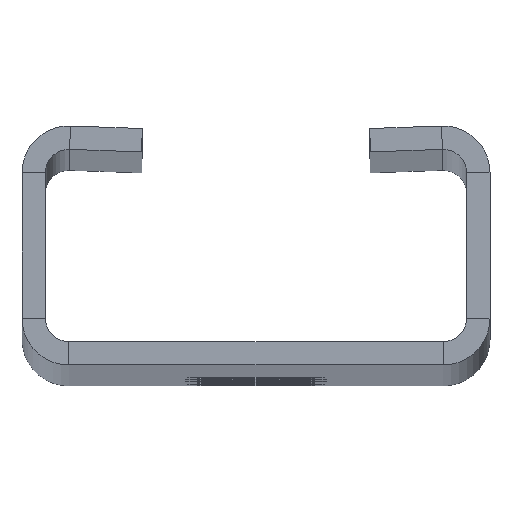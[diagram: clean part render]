
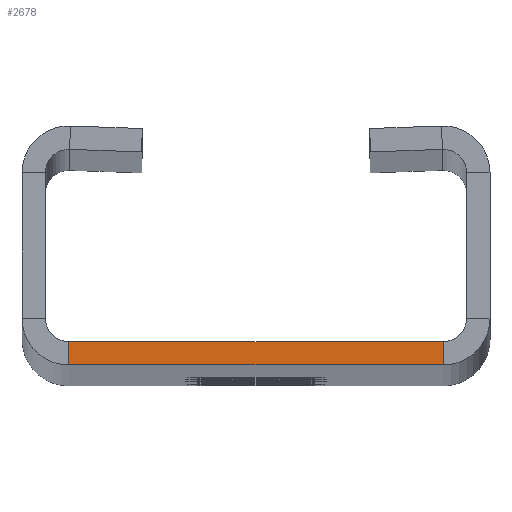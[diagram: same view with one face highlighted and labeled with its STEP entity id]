
A CAD part, top view. The second image highlights one B-rep face of the part: STEP entity #2678.
In plain terms, the highlighted planar face has unit normal (0, 0, 1).
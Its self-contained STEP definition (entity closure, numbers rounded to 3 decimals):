
#435 = ORIENTED_EDGE ( 'NONE', *, *, #2053, .F. ) ;
#509 = AXIS2_PLACEMENT_3D ( 'NONE', #1455, #771, #3196 ) ;
#579 = VECTOR ( 'NONE', #786, 1000. ) ;
#698 = PLANE ( 'NONE',  #509 ) ;
#743 = ORIENTED_EDGE ( 'NONE', *, *, #4076, .T. ) ;
#771 = DIRECTION ( 'NONE',  ( 0., 0., 1. ) ) ;
#786 = DIRECTION ( 'NONE',  ( 0., -1., 0. ) ) ;
#901 = EDGE_CURVE ( 'NONE', #1007, #4038, #2933, .T. ) ;
#1007 = VERTEX_POINT ( 'NONE', #2996 ) ;
#1029 = VECTOR ( 'NONE', #2621, 1000. ) ;
#1121 = CARTESIAN_POINT ( 'NONE',  ( -17.5, 1.75, 900. ) ) ;
#1308 = CARTESIAN_POINT ( 'NONE',  ( -17.5, 0., 900. ) ) ;
#1455 = CARTESIAN_POINT ( 'NONE',  ( 15.75, 3.5, 900. ) ) ;
#1834 = CARTESIAN_POINT ( 'NONE',  ( -14., 0., 900. ) ) ;
#1877 = CARTESIAN_POINT ( 'NONE',  ( 14., 0., 900. ) ) ;
#2053 = EDGE_CURVE ( 'NONE', #2853, #4038, #4462, .T. ) ;
#2181 = VERTEX_POINT ( 'NONE', #2768 ) ;
#2227 = LINE ( 'NONE', #1877, #1029 ) ;
#2366 = VECTOR ( 'NONE', #2748, 1000. ) ;
#2408 = EDGE_CURVE ( 'NONE', #2853, #2181, #2227, .T. ) ;
#2621 = DIRECTION ( 'NONE',  ( 0., 1., 0. ) ) ;
#2678 = ADVANCED_FACE ( 'NONE', ( #2844 ), #698, .T. ) ;
#2748 = DIRECTION ( 'NONE',  ( -1., 0., 0. ) ) ;
#2768 = CARTESIAN_POINT ( 'NONE',  ( 14., 1.75, 900. ) ) ;
#2844 = FACE_OUTER_BOUND ( 'NONE', #3394, .T. ) ;
#2853 = VERTEX_POINT ( 'NONE', #3261 ) ;
#2923 = ORIENTED_EDGE ( 'NONE', *, *, #901, .T. ) ;
#2933 = LINE ( 'NONE', #4002, #579 ) ;
#2996 = CARTESIAN_POINT ( 'NONE',  ( -14., 1.75, 900. ) ) ;
#3196 = DIRECTION ( 'NONE',  ( 1., 0., 0. ) ) ;
#3200 = VECTOR ( 'NONE', #3585, 1000. ) ;
#3261 = CARTESIAN_POINT ( 'NONE',  ( 14., 0., 900. ) ) ;
#3394 = EDGE_LOOP ( 'NONE', ( #435, #4380, #743, #2923 ) ) ;
#3585 = DIRECTION ( 'NONE',  ( -1., 0., 0. ) ) ;
#4002 = CARTESIAN_POINT ( 'NONE',  ( -14., 1.75, 900. ) ) ;
#4038 = VERTEX_POINT ( 'NONE', #1834 ) ;
#4076 = EDGE_CURVE ( 'NONE', #2181, #1007, #4233, .T. ) ;
#4233 = LINE ( 'NONE', #1121, #3200 ) ;
#4380 = ORIENTED_EDGE ( 'NONE', *, *, #2408, .T. ) ;
#4462 = LINE ( 'NONE', #1308, #2366 ) ;
